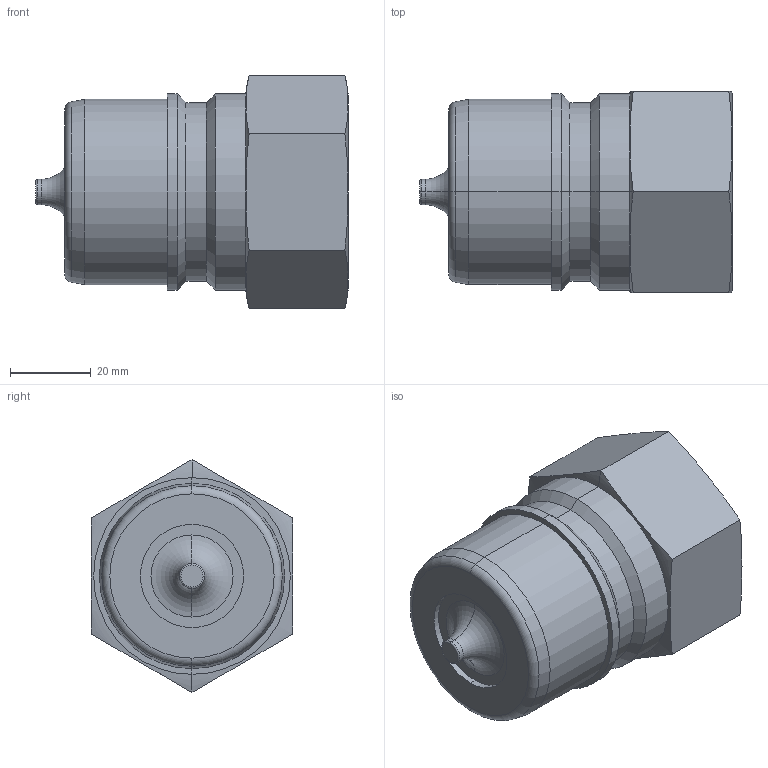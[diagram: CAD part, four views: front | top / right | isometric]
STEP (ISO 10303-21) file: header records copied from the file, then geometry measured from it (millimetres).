
FILE_DESCRIPTION (( 'STEP AP214' ), '1' );
FILE_NAME ('BA30.7106_IC_JV.STEP', '2016-10-12T06:56:22', ( '' ), ( '' ), 'SwSTEP 2.0', 'SolidWorks 2016', '' );
FILE_SCHEMA (( 'AUTOMOTIVE_DESIGN' ));
Length unit declared in the file: millimetre
Products named in the file (1): BA30.7106_IC_JV
Bounding box: 77.57 x 50 x 57.73 mm (x, y, z)
Volume: 87549.3 mm3; surface area: 20159.9 mm2
Topology: 1 solids, 1 shells, 65 faces, 132 edges, 76 vertices
Faces by surface type: cone 24, cylinder 16, plane 15, torus 10
Entity records: 1858 total; most frequent: CARTESIAN_POINT 430, DIRECTION 326, ORIENTED_EDGE 264, AXIS2_PLACEMENT_3D 140, EDGE_CURVE 132, VERTEX_POINT 76, CIRCLE 74, EDGE_LOOP 72
